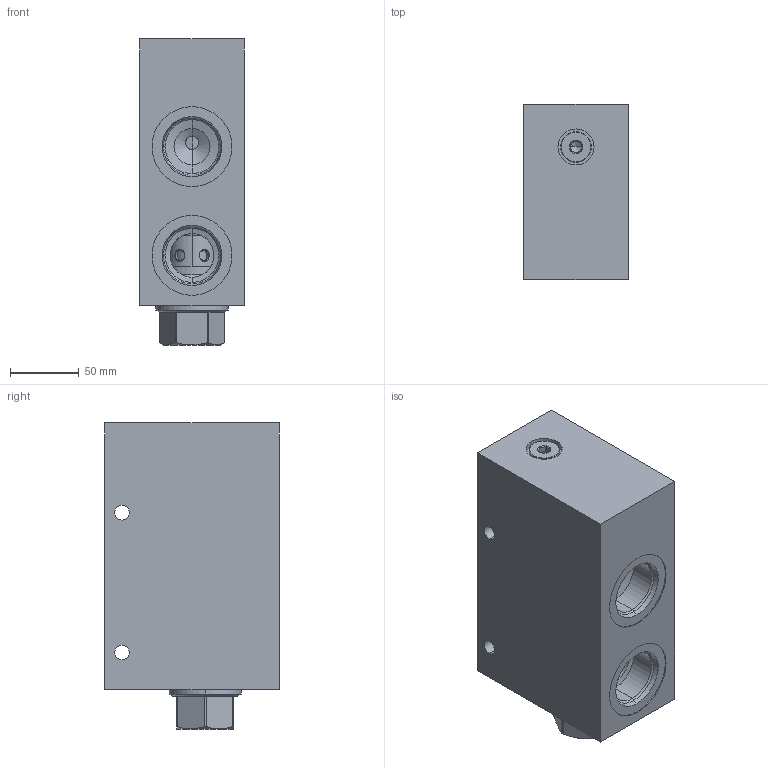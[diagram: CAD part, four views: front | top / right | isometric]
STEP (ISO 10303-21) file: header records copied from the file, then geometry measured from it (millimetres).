
FILE_DESCRIPTION((''),'2;1');
FILE_NAME('YGFBXANXN_ASM','2024-03-13T',('ProEService'),(''),'PRO/ENGINEER BY PARAMETRIC TECHNOLOGY CORPORATION, 2014200','PRO/ENGINEER BY PARAMETRIC TECHNOLOGY CORPORATION, 2014200','');
FILE_SCHEMA(('CONFIG_CONTROL_DESIGN'));
Length unit declared in the file: inch
Products named in the file (5): 152-254-004; A330-006-008; FSFHXAN; 280-040-094; YGFBXANXN_ASM
Assembly tree (6 placements, depth 2):
  YGFBXANXN_ASM
    152-254-004
    A330-006-008  x2
    FSFHXAN
    280-040-094  x2
Bounding box: 76.2 x 127 x 222.25 mm (x, y, z)
Volume: 1640405.4 mm3; surface area: 219451.1 mm2
Topology: 10 solids, 40 shells, 1382 faces, 4071 edges, 2690 vertices
Faces by surface type: cylinder 734, plane 245, torus 225, cone 162, revolution 16
Entity records: 55117 total; most frequent: CARTESIAN_POINT 19478, DIRECTION 7414, ORIENTED_EDGE 7388, EDGE_CURVE 3694, AXIS2_PLACEMENT_3D 3083, VERTEX_POINT 2224, CIRCLE 1740, EDGE_LOOP 1572
